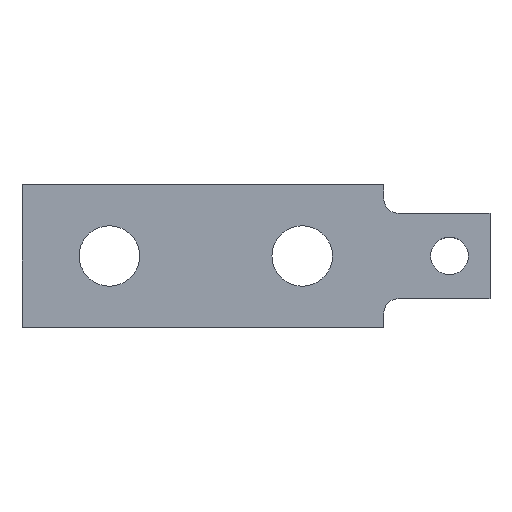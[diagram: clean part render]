
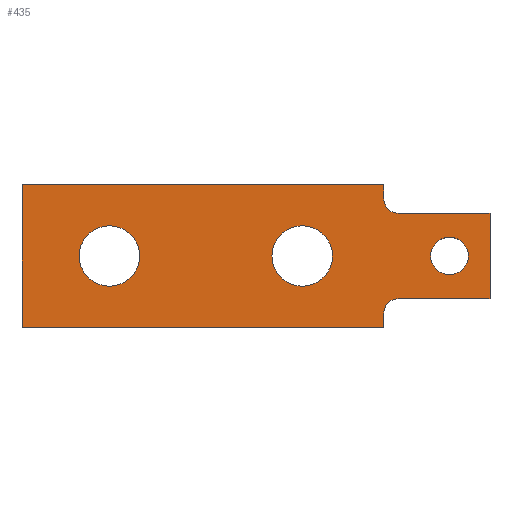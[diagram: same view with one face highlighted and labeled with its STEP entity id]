
A CAD part, top view. The second image highlights one B-rep face of the part: STEP entity #435.
In plain terms, the highlighted planar face has unit normal (0, 0, 1).
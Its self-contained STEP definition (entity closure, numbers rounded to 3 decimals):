
#238=AXIS2_PLACEMENT_3D('Circle Axis2P3D',#236,#237,$) ;
#353=AXIS2_PLACEMENT_3D('Circle Axis2P3D',#351,#352,$) ;
#366=AXIS2_PLACEMENT_3D('Plane Axis2P3D',#363,#364,#365) ;
#383=AXIS2_PLACEMENT_3D('Circle Axis2P3D',#381,#382,$) ;
#392=AXIS2_PLACEMENT_3D('Circle Axis2P3D',#390,#391,$) ;
#401=AXIS2_PLACEMENT_3D('Circle Axis2P3D',#399,#400,$) ;
#410=AXIS2_PLACEMENT_3D('Circle Axis2P3D',#408,#409,$) ;
#419=AXIS2_PLACEMENT_3D('Circle Axis2P3D',#417,#418,$) ;
#428=AXIS2_PLACEMENT_3D('Circle Axis2P3D',#426,#427,$) ;
#43=CARTESIAN_POINT('Vertex',(63.4,22.5,4.)) ;
#57=CARTESIAN_POINT('Vertex',(63.4,22.751,4.)) ;
#60=CARTESIAN_POINT('Line Origine',(63.4,22.626,4.)) ;
#83=CARTESIAN_POINT('Vertex',(63.4,25.,4.)) ;
#86=CARTESIAN_POINT('Line Origine',(63.4,23.876,4.)) ;
#114=CARTESIAN_POINT('Vertex',(0.,25.,4.)) ;
#117=CARTESIAN_POINT('Line Origine',(31.7,25.,4.)) ;
#145=CARTESIAN_POINT('Vertex',(0.,0.,4.)) ;
#148=CARTESIAN_POINT('Line Origine',(0.,12.5,4.)) ;
#176=CARTESIAN_POINT('Vertex',(63.4,0.,4.)) ;
#179=CARTESIAN_POINT('Line Origine',(31.7,0.,4.)) ;
#202=CARTESIAN_POINT('Vertex',(63.4,2.5,4.)) ;
#205=CARTESIAN_POINT('Line Origine',(63.4,1.25,4.)) ;
#233=CARTESIAN_POINT('Vertex',(65.9,5.,4.)) ;
#236=CARTESIAN_POINT('Axis2P3D Location',(65.9,2.5,4.)) ;
#264=CARTESIAN_POINT('Vertex',(82.,5.,4.)) ;
#267=CARTESIAN_POINT('Line Origine',(73.95,5.,4.)) ;
#295=CARTESIAN_POINT('Vertex',(82.,20.,4.)) ;
#298=CARTESIAN_POINT('Line Origine',(82.,12.5,4.)) ;
#326=CARTESIAN_POINT('Vertex',(65.9,20.,4.)) ;
#329=CARTESIAN_POINT('Line Origine',(73.95,20.,4.)) ;
#351=CARTESIAN_POINT('Axis2P3D Location',(65.9,22.5,4.)) ;
#363=CARTESIAN_POINT('Axis2P3D Location',(15.3,12.5,4.)) ;
#381=CARTESIAN_POINT('Axis2P3D Location',(74.9,12.5,4.)) ;
#385=CARTESIAN_POINT('Vertex',(74.9,9.2,4.)) ;
#387=CARTESIAN_POINT('Vertex',(74.9,15.8,4.)) ;
#390=CARTESIAN_POINT('Axis2P3D Location',(74.9,12.5,4.)) ;
#399=CARTESIAN_POINT('Axis2P3D Location',(49.1,12.5,4.)) ;
#403=CARTESIAN_POINT('Vertex',(49.1,7.2,4.)) ;
#405=CARTESIAN_POINT('Vertex',(49.1,17.8,4.)) ;
#408=CARTESIAN_POINT('Axis2P3D Location',(49.1,12.5,4.)) ;
#417=CARTESIAN_POINT('Axis2P3D Location',(15.3,12.5,4.)) ;
#421=CARTESIAN_POINT('Vertex',(15.3,7.2,4.)) ;
#423=CARTESIAN_POINT('Vertex',(15.3,17.8,4.)) ;
#426=CARTESIAN_POINT('Axis2P3D Location',(15.3,12.5,4.)) ;
#61=DIRECTION('Vector Direction',(0.,-1.,0.)) ;
#87=DIRECTION('Vector Direction',(0.,-1.,0.)) ;
#118=DIRECTION('Vector Direction',(1.,0.,0.)) ;
#149=DIRECTION('Vector Direction',(0.,-1.,0.)) ;
#180=DIRECTION('Vector Direction',(1.,0.,0.)) ;
#206=DIRECTION('Vector Direction',(0.,1.,0.)) ;
#237=DIRECTION('Axis2P3D Direction',(0.,0.,1.)) ;
#268=DIRECTION('Vector Direction',(-1.,0.,0.)) ;
#299=DIRECTION('Vector Direction',(0.,-1.,0.)) ;
#330=DIRECTION('Vector Direction',(-1.,0.,0.)) ;
#352=DIRECTION('Axis2P3D Direction',(0.,0.,1.)) ;
#364=DIRECTION('Axis2P3D Direction',(0.,0.,1.)) ;
#365=DIRECTION('Axis2P3D XDirection',(1.,0.,0.)) ;
#382=DIRECTION('Axis2P3D Direction',(0.,0.,1.)) ;
#391=DIRECTION('Axis2P3D Direction',(0.,0.,1.)) ;
#400=DIRECTION('Axis2P3D Direction',(0.,0.,1.)) ;
#409=DIRECTION('Axis2P3D Direction',(0.,0.,1.)) ;
#418=DIRECTION('Axis2P3D Direction',(0.,0.,1.)) ;
#427=DIRECTION('Axis2P3D Direction',(0.,0.,1.)) ;
#62=VECTOR('Line Direction',#61,1.) ;
#88=VECTOR('Line Direction',#87,1.) ;
#119=VECTOR('Line Direction',#118,1.) ;
#150=VECTOR('Line Direction',#149,1.) ;
#181=VECTOR('Line Direction',#180,1.) ;
#207=VECTOR('Line Direction',#206,1.) ;
#269=VECTOR('Line Direction',#268,1.) ;
#300=VECTOR('Line Direction',#299,1.) ;
#331=VECTOR('Line Direction',#330,1.) ;
#369=ORIENTED_EDGE('',*,*,#64,.T.) ;
#370=ORIENTED_EDGE('',*,*,#90,.T.) ;
#371=ORIENTED_EDGE('',*,*,#121,.T.) ;
#372=ORIENTED_EDGE('',*,*,#152,.T.) ;
#373=ORIENTED_EDGE('',*,*,#183,.T.) ;
#374=ORIENTED_EDGE('',*,*,#209,.T.) ;
#375=ORIENTED_EDGE('',*,*,#240,.T.) ;
#376=ORIENTED_EDGE('',*,*,#271,.T.) ;
#377=ORIENTED_EDGE('',*,*,#302,.T.) ;
#378=ORIENTED_EDGE('',*,*,#333,.T.) ;
#379=ORIENTED_EDGE('',*,*,#355,.T.) ;
#396=ORIENTED_EDGE('',*,*,#389,.F.) ;
#397=ORIENTED_EDGE('',*,*,#394,.F.) ;
#414=ORIENTED_EDGE('',*,*,#407,.F.) ;
#415=ORIENTED_EDGE('',*,*,#412,.F.) ;
#432=ORIENTED_EDGE('',*,*,#425,.F.) ;
#433=ORIENTED_EDGE('',*,*,#430,.F.) ;
#398=FACE_BOUND('',#395,.T.) ;
#416=FACE_BOUND('',#413,.T.) ;
#434=FACE_BOUND('',#431,.T.) ;
#435=ADVANCED_FACE('Hauptk\X2\00F6\X0\rper',(#380,#398,#416,#434),#367,.T.) ;
#239=CIRCLE('generated circle',#238,2.5) ;
#354=CIRCLE('generated circle',#353,2.5) ;
#384=CIRCLE('generated circle',#383,3.3) ;
#393=CIRCLE('generated circle',#392,3.3) ;
#402=CIRCLE('generated circle',#401,5.3) ;
#411=CIRCLE('generated circle',#410,5.3) ;
#420=CIRCLE('generated circle',#419,5.3) ;
#429=CIRCLE('generated circle',#428,5.3) ;
#64=EDGE_CURVE('',#44,#58,#63,.F.) ;
#90=EDGE_CURVE('',#58,#84,#89,.F.) ;
#121=EDGE_CURVE('',#84,#115,#120,.F.) ;
#152=EDGE_CURVE('',#115,#146,#151,.T.) ;
#183=EDGE_CURVE('',#146,#177,#182,.T.) ;
#209=EDGE_CURVE('',#177,#203,#208,.T.) ;
#240=EDGE_CURVE('',#203,#234,#239,.F.) ;
#271=EDGE_CURVE('',#234,#265,#270,.F.) ;
#302=EDGE_CURVE('',#265,#296,#301,.F.) ;
#333=EDGE_CURVE('',#296,#327,#332,.T.) ;
#355=EDGE_CURVE('',#327,#44,#354,.F.) ;
#389=EDGE_CURVE('',#386,#388,#384,.T.) ;
#394=EDGE_CURVE('',#388,#386,#393,.T.) ;
#407=EDGE_CURVE('',#404,#406,#402,.T.) ;
#412=EDGE_CURVE('',#406,#404,#411,.T.) ;
#425=EDGE_CURVE('',#422,#424,#420,.T.) ;
#430=EDGE_CURVE('',#424,#422,#429,.T.) ;
#368=EDGE_LOOP('',(#369,#370,#371,#372,#373,#374,#375,#376,#377,#378,#379)) ;
#395=EDGE_LOOP('',(#396,#397)) ;
#413=EDGE_LOOP('',(#414,#415)) ;
#431=EDGE_LOOP('',(#432,#433)) ;
#380=FACE_OUTER_BOUND('',#368,.T.) ;
#63=LINE('Line',#60,#62) ;
#89=LINE('Line',#86,#88) ;
#120=LINE('Line',#117,#119) ;
#151=LINE('Line',#148,#150) ;
#182=LINE('Line',#179,#181) ;
#208=LINE('Line',#205,#207) ;
#270=LINE('Line',#267,#269) ;
#301=LINE('Line',#298,#300) ;
#332=LINE('Line',#329,#331) ;
#367=PLANE('',#366) ;
#44=VERTEX_POINT('',#43) ;
#58=VERTEX_POINT('',#57) ;
#84=VERTEX_POINT('',#83) ;
#115=VERTEX_POINT('',#114) ;
#146=VERTEX_POINT('',#145) ;
#177=VERTEX_POINT('',#176) ;
#203=VERTEX_POINT('',#202) ;
#234=VERTEX_POINT('',#233) ;
#265=VERTEX_POINT('',#264) ;
#296=VERTEX_POINT('',#295) ;
#327=VERTEX_POINT('',#326) ;
#386=VERTEX_POINT('',#385) ;
#388=VERTEX_POINT('',#387) ;
#404=VERTEX_POINT('',#403) ;
#406=VERTEX_POINT('',#405) ;
#422=VERTEX_POINT('',#421) ;
#424=VERTEX_POINT('',#423) ;
